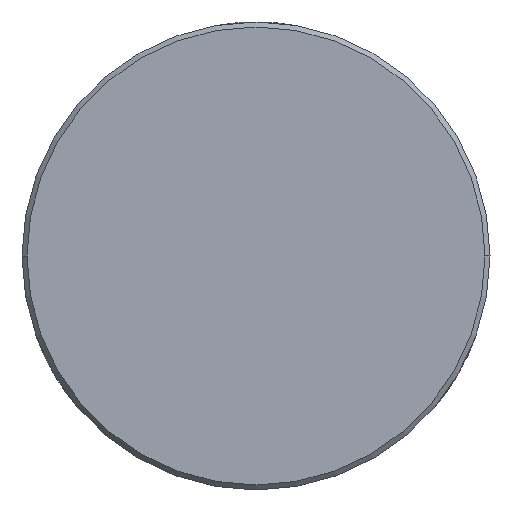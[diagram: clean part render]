
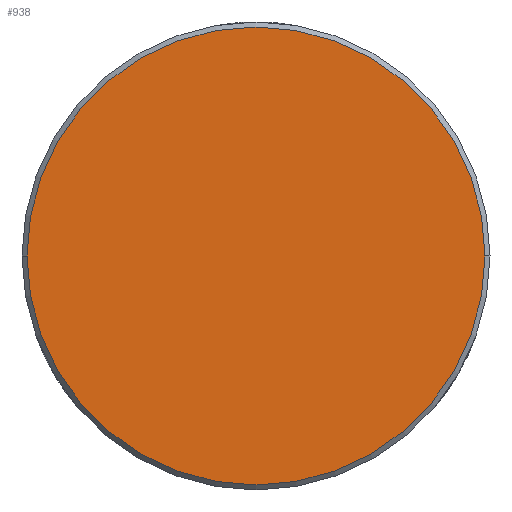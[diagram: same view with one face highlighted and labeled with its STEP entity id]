
A CAD part, left-side view. The second image highlights one B-rep face of the part: STEP entity #938.
In plain terms, the highlighted planar face has unit normal (-1, 0, 0).
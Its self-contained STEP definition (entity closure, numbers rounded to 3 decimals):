
#32 = EDGE_LOOP ( 'NONE', ( #373, #394 ) ) ;
#35 = VERTEX_POINT ( 'NONE', #383 ) ;
#61 = DIRECTION ( 'NONE',  ( 0., 1., 0. ) ) ;
#139 = CARTESIAN_POINT ( 'NONE',  ( -38.5, 0., 0. ) ) ;
#190 = DIRECTION ( 'NONE',  ( 0., 1., 0. ) ) ;
#233 = AXIS2_PLACEMENT_3D ( 'NONE', #139, #793, #61 ) ;
#275 = PLANE ( 'NONE',  #392 ) ;
#352 = EDGE_CURVE ( 'NONE', #787, #35, #675, .T. ) ;
#365 = DIRECTION ( 'NONE',  ( 1., 0., 0. ) ) ;
#373 = ORIENTED_EDGE ( 'NONE', *, *, #352, .T. ) ;
#383 = CARTESIAN_POINT ( 'NONE',  ( -38.5, -13.7, 0. ) ) ;
#392 = AXIS2_PLACEMENT_3D ( 'NONE', #1201, #365, #449 ) ;
#394 = ORIENTED_EDGE ( 'NONE', *, *, #1072, .T. ) ;
#420 = CIRCLE ( 'NONE', #667, 13.7 ) ;
#449 = DIRECTION ( 'NONE',  ( 0., 0., -1. ) ) ;
#465 = DIRECTION ( 'NONE',  ( -1., 0., 0. ) ) ;
#667 = AXIS2_PLACEMENT_3D ( 'NONE', #1129, #465, #190 ) ;
#675 = CIRCLE ( 'NONE', #233, 13.7 ) ;
#787 = VERTEX_POINT ( 'NONE', #794 ) ;
#793 = DIRECTION ( 'NONE',  ( -1., 0., 0. ) ) ;
#794 = CARTESIAN_POINT ( 'NONE',  ( -38.5, 13.7, 0. ) ) ;
#938 = ADVANCED_FACE ( 'NONE', ( #1135 ), #275, .F. ) ;
#1072 = EDGE_CURVE ( 'NONE', #35, #787, #420, .T. ) ;
#1129 = CARTESIAN_POINT ( 'NONE',  ( -38.5, 0., 0. ) ) ;
#1135 = FACE_OUTER_BOUND ( 'NONE', #32, .T. ) ;
#1201 = CARTESIAN_POINT ( 'NONE',  ( -38.5, -13.864, 13.864 ) ) ;
